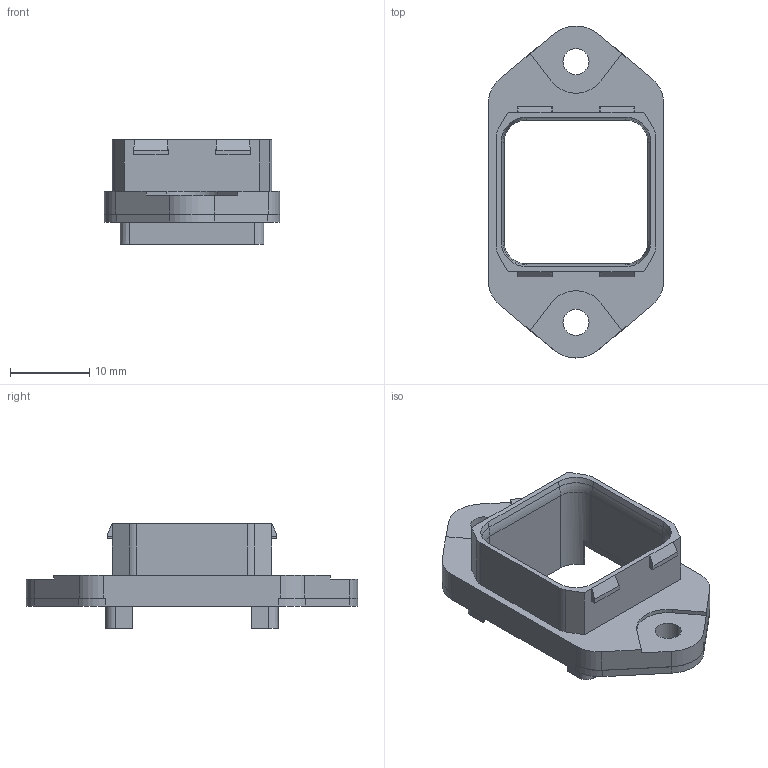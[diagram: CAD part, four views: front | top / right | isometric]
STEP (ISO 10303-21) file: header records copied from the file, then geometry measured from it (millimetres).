
FILE_DESCRIPTION(('CATIA V5 STEP Exchange','CAx-IF Rec.Pracs.--- Model Styling and Organization---1.5--- 2016-08-15','CAx-IF Rec.Pracs.---Supplemental Geometry---1.0---2011-11-01','CAx-IF Rec.Pracs.--- Composite Materials ---1.1---2010-07-15'),'2;1');
FILE_NAME ('004620-3_0', '2025-08-04T05:38:57+00:00', ('none'), ('Weidmueller'), 'CATIA Version 5-6 Release 2024 SP4', 'CATIA V5 STEP AP214 v3', 'none');
FILE_SCHEMA(('AUTOMOTIVE_DESIGN { 1 0 10303 214 1 1 1 1 }'));
Length unit declared in the file: millimetre
Products named in the file (1): 1047940000
Bounding box: 22.2 x 42 x 13.2 mm (x, y, z)
Volume: 2317 mm3; surface area: 2961.1 mm2
Topology: 1 solids, 1 shells, 146 faces, 392 edges, 254 vertices
Faces by surface type: plane 88, cylinder 48, torus 4, cone 4, extrusion 2
Entity records: 4366 total; most frequent: CARTESIAN_POINT 807, ORIENTED_EDGE 784, DIRECTION 606, EDGE_CURVE 392, VECTOR 278, LINE 276, VERTEX_POINT 254, AXIS2_PLACEMENT_3D 219
